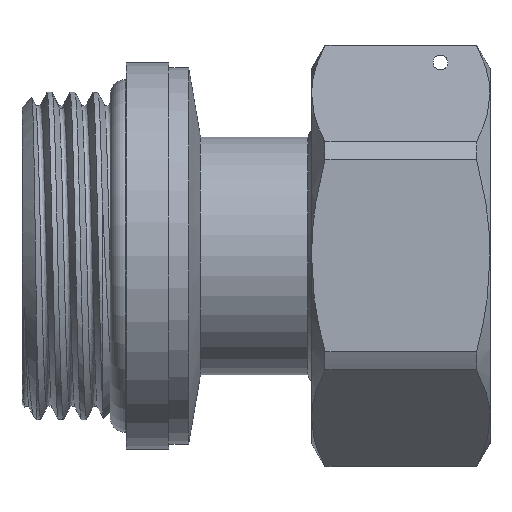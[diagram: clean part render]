
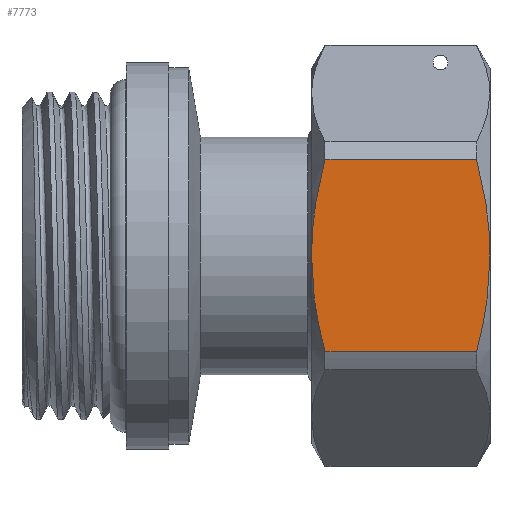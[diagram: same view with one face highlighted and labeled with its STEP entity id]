
A CAD part, top view. The second image highlights one B-rep face of the part: STEP entity #7773.
In plain terms, the highlighted face is planar.
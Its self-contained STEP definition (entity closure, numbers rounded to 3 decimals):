
#3929=CARTESIAN_POINT('',(-9.714,1.357,-18.9));
#3930=CARTESIAN_POINT('',(-8.872,1.135,-18.9));
#3931=CARTESIAN_POINT('',(-7.209,0.742,-18.9));
#3932=CARTESIAN_POINT('',(-4.796,0.319,-18.9));
#3933=CARTESIAN_POINT('',(-2.398,0.059,-18.9));
#3934=CARTESIAN_POINT('',(-0.799,0.,-18.9));
#3935=CARTESIAN_POINT('',(0.,0.,-18.9));
#3937=CARTESIAN_POINT('',(0.,0.,-18.9));
#3938=CARTESIAN_POINT('',(0.639,0.,-18.9));
#3939=CARTESIAN_POINT('',(1.919,0.038,-18.9));
#3940=CARTESIAN_POINT('',(3.836,0.205,-18.9));
#3941=CARTESIAN_POINT('',(5.76,0.479,-18.9));
#3942=CARTESIAN_POINT('',(7.707,0.857,-18.9));
#3943=CARTESIAN_POINT('',(9.04,1.179,-18.9));
#3944=CARTESIAN_POINT('',(9.714,1.357,-18.9));
#4440=DIRECTION('',(0.,-1.,0.));
#4441=VECTOR('',#4440,15.286);
#4442=CARTESIAN_POINT('',(9.714,16.643,-18.9));
#4443=LINE('',#4442,#4441);
#4462=DIRECTION('',(0.,-1.,0.));
#4463=VECTOR('',#4462,15.286);
#4464=CARTESIAN_POINT('',(-9.714,16.643,-18.9));
#4465=LINE('',#4464,#4463);
#4576=CARTESIAN_POINT('',(-9.714,16.643,-18.9));
#4577=CARTESIAN_POINT('',(-8.872,16.865,-18.9));
#4578=CARTESIAN_POINT('',(-7.209,17.258,-18.9));
#4579=CARTESIAN_POINT('',(-4.796,17.681,-18.9));
#4580=CARTESIAN_POINT('',(-2.398,17.941,-18.9));
#4581=CARTESIAN_POINT('',(-0.799,18.,-18.9));
#4582=CARTESIAN_POINT('',(0.,18.,-18.9));
#4584=CARTESIAN_POINT('',(0.,18.,-18.9));
#4585=CARTESIAN_POINT('',(0.639,18.,-18.9));
#4586=CARTESIAN_POINT('',(1.919,17.962,-18.9));
#4587=CARTESIAN_POINT('',(3.836,17.795,-18.9));
#4588=CARTESIAN_POINT('',(5.76,17.521,-18.9));
#4589=CARTESIAN_POINT('',(7.707,17.143,-18.9));
#4590=CARTESIAN_POINT('',(9.04,16.821,-18.9));
#4591=CARTESIAN_POINT('',(9.714,16.643,-18.9));
#6981=VERTEX_POINT('',#3929);
#6982=VERTEX_POINT('',#3935);
#6983=VERTEX_POINT('',#3944);
#6990=CARTESIAN_POINT('',(-9.714,16.643,-18.9));
#6991=VERTEX_POINT('',#6990);
#6992=CARTESIAN_POINT('',(9.714,16.643,-18.9));
#6993=VERTEX_POINT('',#6992);
#6997=VERTEX_POINT('',#4582);
#7758=CARTESIAN_POINT('',(-10.912,18.,-18.9));
#7759=DIRECTION('',(0.,0.,1.));
#7760=DIRECTION('',(1.,0.,0.));
#7761=AXIS2_PLACEMENT_3D('',#7758,#7759,#7760);
#7762=PLANE('',#7761);
#7763=ORIENTED_EDGE('',*,*,#7396,.T.);
#7764=ORIENTED_EDGE('',*,*,#7408,.T.);
#7765=ORIENTED_EDGE('',*,*,#7674,.F.);
#7767=ORIENTED_EDGE('',*,*,#7766,.F.);
#7769=ORIENTED_EDGE('',*,*,#7768,.F.);
#7770=ORIENTED_EDGE('',*,*,#7692,.T.);
#7771=EDGE_LOOP('',(#7763,#7764,#7765,#7767,#7769,#7770));
#7772=FACE_OUTER_BOUND('',#7771,.F.);
#7773=ADVANCED_FACE('',(#7772),#7762,.F.);
#3936=B_SPLINE_CURVE_WITH_KNOTS('',3,(#3929,#3930,#3931,#3932,#3933,#3934,
#3935),.UNSPECIFIED.,.F.,.F.,(4,1,1,1,4),(0.,0.25,0.5,0.75,1.),
.UNSPECIFIED.);
#3945=B_SPLINE_CURVE_WITH_KNOTS('',3,(#3937,#3938,#3939,#3940,#3941,#3942,#3943,
#3944),.UNSPECIFIED.,.F.,.F.,(4,1,1,1,1,4),(0.,0.2,0.4,0.6,0.8,1.),
.UNSPECIFIED.);
#4583=B_SPLINE_CURVE_WITH_KNOTS('',3,(#4576,#4577,#4578,#4579,#4580,#4581,
#4582),.UNSPECIFIED.,.F.,.F.,(4,1,1,1,4),(0.,0.25,0.5,0.75,1.),
.UNSPECIFIED.);
#4592=B_SPLINE_CURVE_WITH_KNOTS('',3,(#4584,#4585,#4586,#4587,#4588,#4589,#4590,
#4591),.UNSPECIFIED.,.F.,.F.,(4,1,1,1,1,4),(0.,0.2,0.4,0.6,0.8,1.),
.UNSPECIFIED.);
#7396=EDGE_CURVE('',#6981,#6982,#3936,.T.);
#7408=EDGE_CURVE('',#6982,#6983,#3945,.T.);
#7674=EDGE_CURVE('',#6993,#6983,#4443,.T.);
#7692=EDGE_CURVE('',#6991,#6981,#4465,.T.);
#7766=EDGE_CURVE('',#6997,#6993,#4592,.T.);
#7768=EDGE_CURVE('',#6991,#6997,#4583,.T.);
